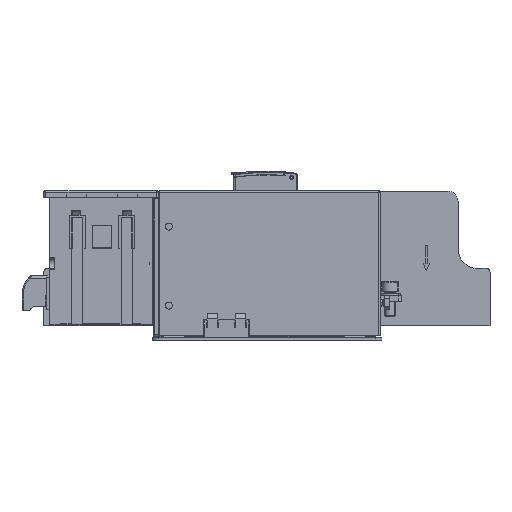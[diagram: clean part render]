
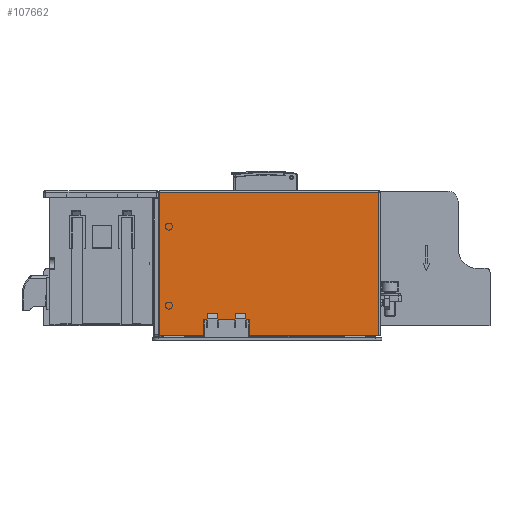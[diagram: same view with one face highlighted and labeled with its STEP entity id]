
A CAD part, top view. The second image highlights one B-rep face of the part: STEP entity #107662.
In plain terms, the highlighted planar face has unit normal (0, 0, 1).
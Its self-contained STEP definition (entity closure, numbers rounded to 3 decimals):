
#18748=DIRECTION('',(0.,1.,0.));
#18749=VECTOR('',#18748,6.);
#18750=CARTESIAN_POINT('',(72.25,4.029,152.));
#18751=LINE('',#18750,#18749);
#18752=DIRECTION('',(-1.,0.,0.));
#18753=VECTOR('',#18752,1.);
#18754=CARTESIAN_POINT('',(72.25,4.029,152.));
#18755=LINE('',#18754,#18753);
#18756=DIRECTION('',(0.,-1.,0.));
#18757=VECTOR('',#18756,6.814);
#18758=CARTESIAN_POINT('',(71.25,10.843,152.));
#18759=LINE('',#18758,#18757);
#18760=DIRECTION('',(-1.,0.,0.));
#18761=VECTOR('',#18760,8.);
#18762=CARTESIAN_POINT('',(71.25,10.843,152.));
#18763=LINE('',#18762,#18761);
#18764=DIRECTION('',(0.,1.,0.));
#18765=VECTOR('',#18764,6.814);
#18766=CARTESIAN_POINT('',(63.25,4.029,152.));
#18767=LINE('',#18766,#18765);
#18768=DIRECTION('',(-1.,0.,0.));
#18769=VECTOR('',#18768,1.);
#18770=CARTESIAN_POINT('',(63.25,4.029,152.));
#18771=LINE('',#18770,#18769);
#18772=DIRECTION('',(0.,1.,0.));
#18773=VECTOR('',#18772,6.);
#18774=CARTESIAN_POINT('',(62.25,4.029,152.));
#18775=LINE('',#18774,#18773);
#18776=CARTESIAN_POINT('',(61.75,10.029,152.));
#18777=DIRECTION('',(0.,0.,-1.));
#18778=DIRECTION('',(0.,1.,0.));
#18779=AXIS2_PLACEMENT_3D('',#18776,#18777,#18778);
#18781=DIRECTION('',(-1.,0.,0.));
#18782=VECTOR('',#18781,11.);
#18783=CARTESIAN_POINT('',(61.75,10.529,152.));
#18784=LINE('',#18783,#18782);
#18785=CARTESIAN_POINT('',(50.75,10.029,152.));
#18786=DIRECTION('',(0.,0.,1.));
#18787=DIRECTION('',(0.,1.,0.));
#18788=AXIS2_PLACEMENT_3D('',#18785,#18786,#18787);
#18790=DIRECTION('',(0.,1.,0.));
#18791=VECTOR('',#18790,6.);
#18792=CARTESIAN_POINT('',(50.25,4.029,152.));
#18793=LINE('',#18792,#18791);
#18794=DIRECTION('',(-1.,0.,0.));
#18795=VECTOR('',#18794,1.);
#18796=CARTESIAN_POINT('',(50.25,4.029,152.));
#18797=LINE('',#18796,#18795);
#18798=DIRECTION('',(0.,-1.,0.));
#18799=VECTOR('',#18798,6.814);
#18800=CARTESIAN_POINT('',(49.25,10.843,152.));
#18801=LINE('',#18800,#18799);
#18802=DIRECTION('',(-1.,0.,0.));
#18803=VECTOR('',#18802,8.);
#18804=CARTESIAN_POINT('',(49.25,10.843,152.));
#18805=LINE('',#18804,#18803);
#18806=DIRECTION('',(0.,1.,0.));
#18807=VECTOR('',#18806,6.814);
#18808=CARTESIAN_POINT('',(41.25,4.029,152.));
#18809=LINE('',#18808,#18807);
#18810=DIRECTION('',(-1.,0.,0.));
#18811=VECTOR('',#18810,1.);
#18812=CARTESIAN_POINT('',(41.25,4.029,152.));
#18813=LINE('',#18812,#18811);
#18814=DIRECTION('',(0.,1.,0.));
#18815=VECTOR('',#18814,6.);
#18816=CARTESIAN_POINT('',(40.25,4.029,152.));
#18817=LINE('',#18816,#18815);
#18818=CARTESIAN_POINT('',(39.75,10.029,152.));
#18819=DIRECTION('',(0.,0.,-1.));
#18820=DIRECTION('',(0.84,0.543,0.));
#18821=AXIS2_PLACEMENT_3D('',#18818,#18819,#18820);
#18823=DIRECTION('',(1.,0.,0.));
#18824=VECTOR('',#18823,1.42);
#18825=CARTESIAN_POINT('',(38.75,10.3,152.));
#18826=LINE('',#18825,#18824);
#18827=CARTESIAN_POINT('',(38.75,10.029,152.));
#18828=DIRECTION('',(0.,0.,-1.));
#18829=DIRECTION('',(-1.,0.,0.));
#18830=AXIS2_PLACEMENT_3D('',#18827,#18828,#18829);
#18832=DIRECTION('',(0.,1.,0.));
#18833=VECTOR('',#18832,12.329);
#18834=CARTESIAN_POINT('',(38.479,-2.3,152.));
#18835=LINE('',#18834,#18833);
#18836=DIRECTION('',(1.,0.,0.));
#18837=VECTOR('',#18836,34.979);
#18838=CARTESIAN_POINT('',(3.5,-2.3,152.));
#18839=LINE('',#18838,#18837);
#18840=DIRECTION('',(1.,0.,0.));
#18841=VECTOR('',#18840,101.479);
#18842=CARTESIAN_POINT('',(74.021,-2.3,152.));
#18843=LINE('',#18842,#18841);
#18844=DIRECTION('',(0.,-1.,0.));
#18845=VECTOR('',#18844,12.329);
#18846=CARTESIAN_POINT('',(74.021,10.029,152.));
#18847=LINE('',#18846,#18845);
#18848=CARTESIAN_POINT('',(73.75,10.029,152.));
#18849=DIRECTION('',(0.,0.,-1.));
#18850=DIRECTION('',(0.,1.,0.));
#18851=AXIS2_PLACEMENT_3D('',#18848,#18849,#18850);
#18853=DIRECTION('',(1.,0.,0.));
#18854=VECTOR('',#18853,1.42);
#18855=CARTESIAN_POINT('',(72.33,10.3,152.));
#18856=LINE('',#18855,#18854);
#18857=CARTESIAN_POINT('',(72.75,10.029,152.));
#18858=DIRECTION('',(0.,0.,1.));
#18859=DIRECTION('',(-0.84,0.543,0.));
#18860=AXIS2_PLACEMENT_3D('',#18857,#18858,#18859);
#22380=DIRECTION('',(0.,1.,0.));
#22381=VECTOR('',#22380,112.5);
#22382=CARTESIAN_POINT('',(3.5,-2.3,152.));
#22383=LINE('',#22382,#22381);
#22399=DIRECTION('',(1.,0.,0.));
#22400=VECTOR('',#22399,172.);
#22401=CARTESIAN_POINT('',(3.5,110.2,152.));
#22402=LINE('',#22401,#22400);
#22438=DIRECTION('',(0.,-1.,0.));
#22439=VECTOR('',#22438,112.5);
#22440=CARTESIAN_POINT('',(175.5,110.2,152.));
#22441=LINE('',#22440,#22439);
#80008=CARTESIAN_POINT('',(3.5,110.2,152.));
#80009=CARTESIAN_POINT('',(175.5,110.2,152.));
#80010=VERTEX_POINT('',#80008);
#80011=VERTEX_POINT('',#80009);
#80307=CARTESIAN_POINT('',(175.5,-2.3,152.));
#80308=VERTEX_POINT('',#80307);
#80379=CARTESIAN_POINT('',(3.5,-2.3,152.));
#80380=VERTEX_POINT('',#80379);
#85328=CARTESIAN_POINT('',(38.479,-2.3,152.));
#85330=VERTEX_POINT('',#85328);
#85332=CARTESIAN_POINT('',(74.021,-2.3,152.));
#85334=VERTEX_POINT('',#85332);
#85335=CARTESIAN_POINT('',(72.25,4.029,152.));
#85336=CARTESIAN_POINT('',(72.25,10.029,152.));
#85337=VERTEX_POINT('',#85335);
#85338=VERTEX_POINT('',#85336);
#85339=CARTESIAN_POINT('',(50.25,4.029,152.));
#85340=CARTESIAN_POINT('',(50.25,10.029,152.));
#85341=VERTEX_POINT('',#85339);
#85342=VERTEX_POINT('',#85340);
#85343=CARTESIAN_POINT('',(38.75,10.3,152.));
#85344=CARTESIAN_POINT('',(40.17,10.3,152.));
#85345=VERTEX_POINT('',#85343);
#85346=VERTEX_POINT('',#85344);
#85347=CARTESIAN_POINT('',(38.479,10.029,152.));
#85348=VERTEX_POINT('',#85347);
#85349=CARTESIAN_POINT('',(61.75,10.529,152.));
#85350=CARTESIAN_POINT('',(50.75,10.529,152.));
#85351=VERTEX_POINT('',#85349);
#85352=VERTEX_POINT('',#85350);
#85353=CARTESIAN_POINT('',(62.25,10.029,152.));
#85354=VERTEX_POINT('',#85353);
#85355=CARTESIAN_POINT('',(49.25,10.843,152.));
#85356=CARTESIAN_POINT('',(49.25,4.029,152.));
#85357=VERTEX_POINT('',#85355);
#85358=VERTEX_POINT('',#85356);
#85359=CARTESIAN_POINT('',(74.021,10.029,152.));
#85360=VERTEX_POINT('',#85359);
#85361=CARTESIAN_POINT('',(72.33,10.3,152.));
#85362=CARTESIAN_POINT('',(73.75,10.3,152.));
#85363=VERTEX_POINT('',#85361);
#85364=VERTEX_POINT('',#85362);
#85365=CARTESIAN_POINT('',(41.25,4.029,152.));
#85366=CARTESIAN_POINT('',(40.25,4.029,152.));
#85367=VERTEX_POINT('',#85365);
#85368=VERTEX_POINT('',#85366);
#85369=CARTESIAN_POINT('',(40.25,10.029,152.));
#85370=VERTEX_POINT('',#85369);
#85371=CARTESIAN_POINT('',(63.25,4.029,152.));
#85372=CARTESIAN_POINT('',(63.25,10.843,152.));
#85373=VERTEX_POINT('',#85371);
#85374=VERTEX_POINT('',#85372);
#85375=CARTESIAN_POINT('',(62.25,4.029,152.));
#85376=VERTEX_POINT('',#85375);
#85377=CARTESIAN_POINT('',(41.25,10.843,152.));
#85378=VERTEX_POINT('',#85377);
#85379=CARTESIAN_POINT('',(71.25,4.029,152.));
#85380=VERTEX_POINT('',#85379);
#85381=CARTESIAN_POINT('',(71.25,10.843,152.));
#85382=VERTEX_POINT('',#85381);
#107598=CARTESIAN_POINT('',(177.,-3.9,152.));
#107599=DIRECTION('',(0.,0.,-1.));
#107600=DIRECTION('',(0.,1.,0.));
#107601=AXIS2_PLACEMENT_3D('',#107598,#107599,#107600);
#107602=PLANE('',#107601);
#107604=ORIENTED_EDGE('',*,*,#107603,.F.);
#107606=ORIENTED_EDGE('',*,*,#107605,.T.);
#107608=ORIENTED_EDGE('',*,*,#107607,.F.);
#107610=ORIENTED_EDGE('',*,*,#107609,.T.);
#107612=ORIENTED_EDGE('',*,*,#107611,.F.);
#107614=ORIENTED_EDGE('',*,*,#107613,.T.);
#107616=ORIENTED_EDGE('',*,*,#107615,.T.);
#107618=ORIENTED_EDGE('',*,*,#107617,.F.);
#107620=ORIENTED_EDGE('',*,*,#107619,.T.);
#107622=ORIENTED_EDGE('',*,*,#107621,.T.);
#107624=ORIENTED_EDGE('',*,*,#107623,.F.);
#107626=ORIENTED_EDGE('',*,*,#107625,.T.);
#107628=ORIENTED_EDGE('',*,*,#107627,.F.);
#107630=ORIENTED_EDGE('',*,*,#107629,.T.);
#107632=ORIENTED_EDGE('',*,*,#107631,.F.);
#107634=ORIENTED_EDGE('',*,*,#107633,.T.);
#107636=ORIENTED_EDGE('',*,*,#107635,.T.);
#107638=ORIENTED_EDGE('',*,*,#107637,.F.);
#107640=ORIENTED_EDGE('',*,*,#107639,.F.);
#107642=ORIENTED_EDGE('',*,*,#107641,.F.);
#107643=ORIENTED_EDGE('',*,*,#107585,.F.);
#107644=ORIENTED_EDGE('',*,*,#107574,.F.);
#107646=ORIENTED_EDGE('',*,*,#107645,.T.);
#107648=ORIENTED_EDGE('',*,*,#107647,.T.);
#107650=ORIENTED_EDGE('',*,*,#107649,.T.);
#107651=ORIENTED_EDGE('',*,*,#107527,.F.);
#107653=ORIENTED_EDGE('',*,*,#107652,.F.);
#107655=ORIENTED_EDGE('',*,*,#107654,.F.);
#107657=ORIENTED_EDGE('',*,*,#107656,.F.);
#107659=ORIENTED_EDGE('',*,*,#107658,.T.);
#107660=EDGE_LOOP('',(#107604,#107606,#107608,#107610,#107612,#107614,#107616,
#107618,#107620,#107622,#107624,#107626,#107628,#107630,#107632,#107634,#107636,
#107638,#107640,#107642,#107643,#107644,#107646,#107648,#107650,#107651,#107653,
#107655,#107657,#107659));
#107661=FACE_OUTER_BOUND('',#107660,.F.);
#107662=ADVANCED_FACE('',(#107661),#107602,.F.);
#18780=CIRCLE('',#18779,0.5);
#18789=CIRCLE('',#18788,0.5);
#18822=CIRCLE('',#18821,0.5);
#18831=CIRCLE('',#18830,0.271);
#18852=CIRCLE('',#18851,0.271);
#18861=CIRCLE('',#18860,0.5);
#107527=EDGE_CURVE('',#85334,#80308,#18843,.T.);
#107574=EDGE_CURVE('',#80380,#85330,#18839,.T.);
#107585=EDGE_CURVE('',#85330,#85348,#18835,.T.);
#107603=EDGE_CURVE('',#85337,#85338,#18751,.T.);
#107605=EDGE_CURVE('',#85337,#85380,#18755,.T.);
#107607=EDGE_CURVE('',#85382,#85380,#18759,.T.);
#107609=EDGE_CURVE('',#85382,#85374,#18763,.T.);
#107611=EDGE_CURVE('',#85373,#85374,#18767,.T.);
#107613=EDGE_CURVE('',#85373,#85376,#18771,.T.);
#107615=EDGE_CURVE('',#85376,#85354,#18775,.T.);
#107617=EDGE_CURVE('',#85351,#85354,#18780,.T.);
#107619=EDGE_CURVE('',#85351,#85352,#18784,.T.);
#107621=EDGE_CURVE('',#85352,#85342,#18789,.T.);
#107623=EDGE_CURVE('',#85341,#85342,#18793,.T.);
#107625=EDGE_CURVE('',#85341,#85358,#18797,.T.);
#107627=EDGE_CURVE('',#85357,#85358,#18801,.T.);
#107629=EDGE_CURVE('',#85357,#85378,#18805,.T.);
#107631=EDGE_CURVE('',#85367,#85378,#18809,.T.);
#107633=EDGE_CURVE('',#85367,#85368,#18813,.T.);
#107635=EDGE_CURVE('',#85368,#85370,#18817,.T.);
#107637=EDGE_CURVE('',#85346,#85370,#18822,.T.);
#107639=EDGE_CURVE('',#85345,#85346,#18826,.T.);
#107641=EDGE_CURVE('',#85348,#85345,#18831,.T.);
#107645=EDGE_CURVE('',#80380,#80010,#22383,.T.);
#107647=EDGE_CURVE('',#80010,#80011,#22402,.T.);
#107649=EDGE_CURVE('',#80011,#80308,#22441,.T.);
#107652=EDGE_CURVE('',#85360,#85334,#18847,.T.);
#107654=EDGE_CURVE('',#85364,#85360,#18852,.T.);
#107656=EDGE_CURVE('',#85363,#85364,#18856,.T.);
#107658=EDGE_CURVE('',#85363,#85338,#18861,.T.);
